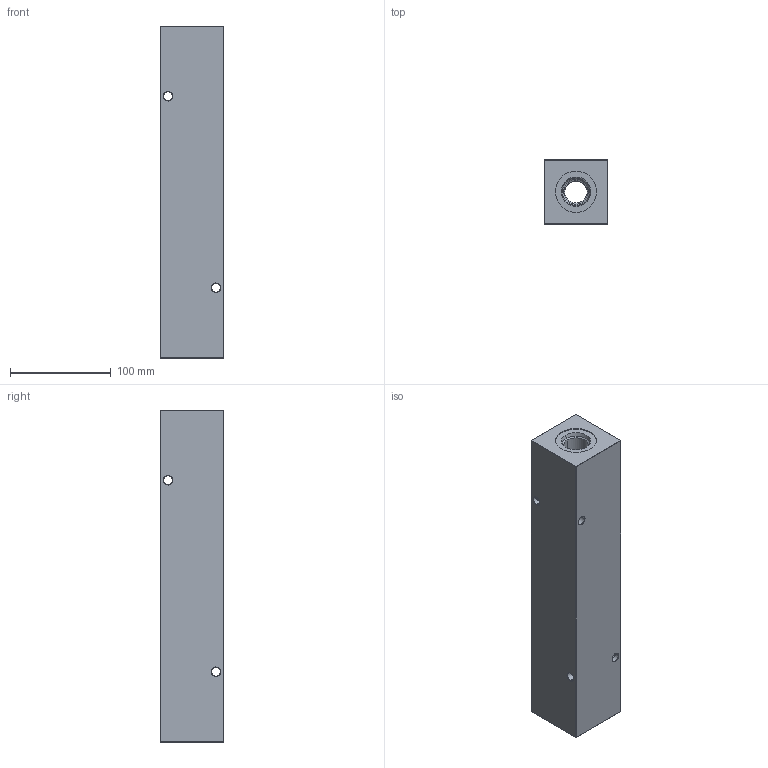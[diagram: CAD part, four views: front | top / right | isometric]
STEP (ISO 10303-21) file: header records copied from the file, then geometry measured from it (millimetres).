
FILE_DESCRIPTION (( 'STEP AP203' ), '1' );
FILE_NAME ('HM-5-90-S-12-12.STEP', '2020-11-09T23:07:55', ( '' ), ( '' ), 'SwSTEP 2.0', 'SolidWorks 2019', '' );
FILE_SCHEMA (( 'CONFIG_CONTROL_DESIGN' ));
Length unit declared in the file: inch
Products named in the file (1): HM-5-90-S-12-12
Bounding box: 63.5 x 63.5 x 330.2 mm (x, y, z)
Volume: 1063820.1 mm3; surface area: 128034.8 mm2
Topology: 1 solids, 1 shells, 643 faces, 1671 edges, 1073 vertices
Faces by surface type: plane 257, bspline 197, cone 103, cylinder 86
Entity records: 29592 total; most frequent: CARTESIAN_POINT 15199, ORIENTED_EDGE 3342, DIRECTION 2275, EDGE_CURVE 1671, VERTEX_POINT 1073, LINE 921, VECTOR 921, EDGE_LOOP 720
